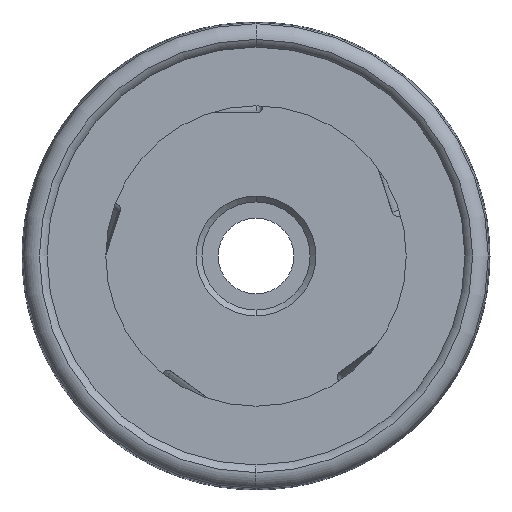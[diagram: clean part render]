
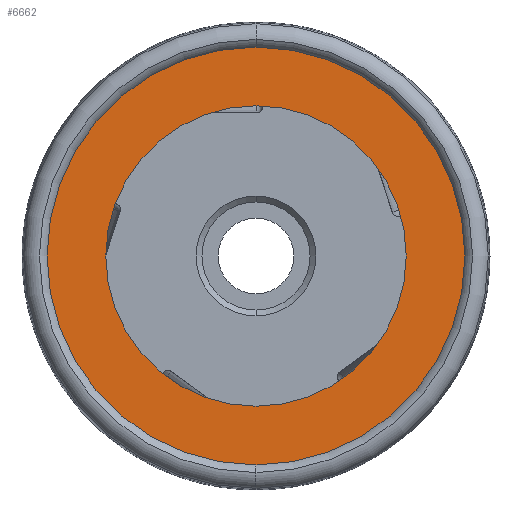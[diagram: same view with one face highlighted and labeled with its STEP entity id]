
A CAD part, left-side view. The second image highlights one B-rep face of the part: STEP entity #6662.
In plain terms, the highlighted planar face has unit normal (-1, 0, 0).
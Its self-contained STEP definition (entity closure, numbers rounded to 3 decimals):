
#231 = EDGE_CURVE ( 'NONE', #6847, #6844, #725, .T. ) ;
#242 = EDGE_CURVE ( 'NONE', #6859, #6861, #736, .T. ) ;
#406 = AXIS2_PLACEMENT_3D ( 'NONE', #4666, #4585, #4688 ) ;
#417 = AXIS2_PLACEMENT_3D ( 'NONE', #4526, #4636, #4675 ) ;
#725 = CIRCLE ( 'NONE', #406, 25.719 ) ;
#736 = CIRCLE ( 'NONE', #417, 35.767 ) ;
#1142 = CIRCLE ( 'NONE', #1938, 25.719 ) ;
#1232 = CIRCLE ( 'NONE', #1976, 35.767 ) ;
#1325 = FACE_OUTER_BOUND ( 'NONE', #6339, .T. ) ;
#1332 = FACE_BOUND ( 'NONE', #6338, .T. ) ;
#1938 = AXIS2_PLACEMENT_3D ( 'NONE', #2308, #2313, #2314 ) ;
#1976 = AXIS2_PLACEMENT_3D ( 'NONE', #2688, #2710, #2711 ) ;
#2040 = AXIS2_PLACEMENT_3D ( 'NONE', #3339, #3341, #3342 ) ;
#2308 = CARTESIAN_POINT ( 'NONE',  ( 0., 0., 0. ) ) ;
#2313 = DIRECTION ( 'NONE',  ( -1., 0., 0. ) ) ;
#2314 = DIRECTION ( 'NONE',  ( 0., 0., 1. ) ) ;
#2688 = CARTESIAN_POINT ( 'NONE',  ( 0., 0., 0. ) ) ;
#2710 = DIRECTION ( 'NONE',  ( -1., 0., 0. ) ) ;
#2711 = DIRECTION ( 'NONE',  ( 0., 0., 1. ) ) ;
#3339 = CARTESIAN_POINT ( 'NONE',  ( 0., -25.719, 0. ) ) ;
#3340 = PLANE ( 'NONE',  #2040 ) ;
#3341 = DIRECTION ( 'NONE',  ( -1., 0., 0. ) ) ;
#3342 = DIRECTION ( 'NONE',  ( 0., 0., 1. ) ) ;
#3801 = CARTESIAN_POINT ( 'NONE',  ( 0., 0., -25.719 ) ) ;
#3804 = CARTESIAN_POINT ( 'NONE',  ( 0., 0., 25.719 ) ) ;
#3816 = CARTESIAN_POINT ( 'NONE',  ( 0., 0., -35.767 ) ) ;
#3818 = CARTESIAN_POINT ( 'NONE',  ( 0., 0., 35.767 ) ) ;
#4526 = CARTESIAN_POINT ( 'NONE',  ( 0., 0., 0. ) ) ;
#4585 = DIRECTION ( 'NONE',  ( -1., 0., 0. ) ) ;
#4636 = DIRECTION ( 'NONE',  ( -1., 0., 0. ) ) ;
#4666 = CARTESIAN_POINT ( 'NONE',  ( 0., 0., 0. ) ) ;
#4675 = DIRECTION ( 'NONE',  ( 0., 0., 1. ) ) ;
#4688 = DIRECTION ( 'NONE',  ( 0., 0., 1. ) ) ;
#5064 = EDGE_CURVE ( 'NONE', #6844, #6847, #1142, .T. ) ;
#5155 = EDGE_CURVE ( 'NONE', #6861, #6859, #1232, .T. ) ;
#6265 = ORIENTED_EDGE ( 'NONE', *, *, #5155, .T. ) ;
#6266 = ORIENTED_EDGE ( 'NONE', *, *, #242, .T. ) ;
#6267 = ORIENTED_EDGE ( 'NONE', *, *, #5064, .F. ) ;
#6268 = ORIENTED_EDGE ( 'NONE', *, *, #231, .F. ) ;
#6338 = EDGE_LOOP ( 'NONE', ( #6267, #6268 ) ) ;
#6339 = EDGE_LOOP ( 'NONE', ( #6265, #6266 ) ) ;
#6662 = ADVANCED_FACE ( 'NONE', ( #1325, #1332 ), #3340, .T. ) ;
#6844 = VERTEX_POINT ( 'NONE', #3801 ) ;
#6847 = VERTEX_POINT ( 'NONE', #3804 ) ;
#6859 = VERTEX_POINT ( 'NONE', #3816 ) ;
#6861 = VERTEX_POINT ( 'NONE', #3818 ) ;
